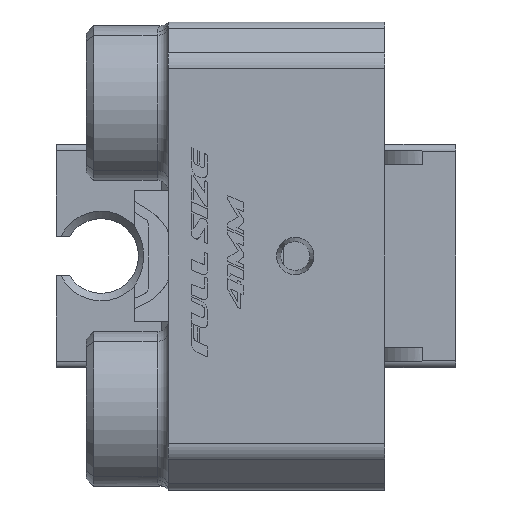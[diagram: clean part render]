
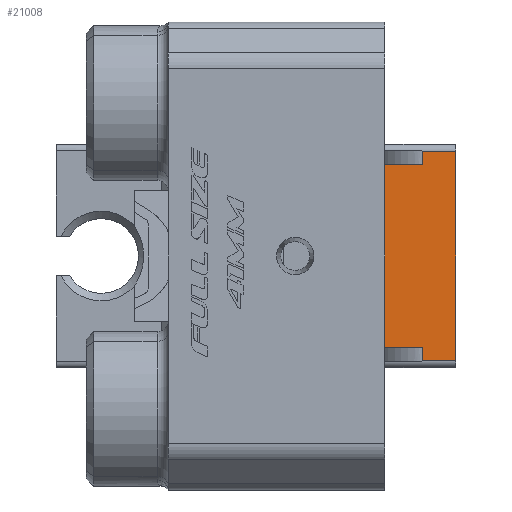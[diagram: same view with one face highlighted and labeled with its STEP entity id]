
A CAD part, left-side view. The second image highlights one B-rep face of the part: STEP entity #21008.
In plain terms, the highlighted planar face has unit normal (-1, 0, 0).
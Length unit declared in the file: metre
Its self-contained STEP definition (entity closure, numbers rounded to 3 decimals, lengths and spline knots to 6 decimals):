
#3144=ORIENTED_EDGE('',*,*,#8881,.T.);
#3145=ORIENTED_EDGE('',*,*,#8469,.F.);
#3146=ORIENTED_EDGE('',*,*,#8886,.F.);
#3147=ORIENTED_EDGE('',*,*,#8484,.F.);
#3148=ORIENTED_EDGE('',*,*,#8885,.T.);
#3149=ORIENTED_EDGE('',*,*,#8887,.T.);
#3150=ORIENTED_EDGE('',*,*,#8496,.T.);
#3151=ORIENTED_EDGE('',*,*,#8494,.T.);
#8469=EDGE_CURVE('',#11621,#11622,#13662,.T.);
#8484=EDGE_CURVE('',#11634,#11635,#13670,.T.);
#8494=EDGE_CURVE('',#11638,#11640,#13672,.T.);
#8496=EDGE_CURVE('',#11641,#11638,#13674,.T.);
#8881=EDGE_CURVE('',#11640,#11622,#13908,.T.);
#8885=EDGE_CURVE('',#11634,#11844,#13911,.T.);
#8886=EDGE_CURVE('',#11635,#11621,#13912,.T.);
#8887=EDGE_CURVE('',#11844,#11641,#13913,.T.);
#11621=VERTEX_POINT('',#30281);
#11622=VERTEX_POINT('',#30283);
#11634=VERTEX_POINT('',#30332);
#11635=VERTEX_POINT('',#30333);
#11638=VERTEX_POINT('',#30377);
#11640=VERTEX_POINT('',#30387);
#11641=VERTEX_POINT('',#30392);
#11844=VERTEX_POINT('',#34020);
#13662=LINE('',#30282,#15903);
#13670=LINE('',#30331,#15911);
#13672=LINE('',#30388,#15913);
#13674=LINE('',#30391,#15915);
#13908=LINE('',#34013,#16149);
#13911=LINE('',#34021,#16152);
#13912=LINE('',#34023,#16153);
#13913=LINE('',#34024,#16154);
#15903=VECTOR('',#23952,1.);
#15911=VECTOR('',#23970,1.);
#15913=VECTOR('',#23972,1.);
#15915=VECTOR('',#23976,1.);
#16149=VECTOR('',#24476,1.);
#16152=VECTOR('',#24487,1.);
#16153=VECTOR('',#24490,1.);
#16154=VECTOR('',#24491,1.);
#17855=EDGE_LOOP('',(#3144,#3145,#3146,#3147,#3148,#3149,#3150,#3151));
#19088=FACE_BOUND('',#17855,.T.);
#20179=PLANE('',#22131);
#21008=ADVANCED_FACE('',(#19088),#20179,.F.);
#22131=AXIS2_PLACEMENT_3D('',#34022,#24488,#24489);
#23952=DIRECTION('',(0.,0.,1.));
#23970=DIRECTION('',(0.,0.,1.));
#23972=DIRECTION('',(0.,0.,-1.));
#23976=DIRECTION('',(0.,1.,0.));
#24476=DIRECTION('',(0.,1.,0.));
#24487=DIRECTION('',(0.,-1.,0.));
#24488=DIRECTION('',(1.,0.,0.));
#24489=DIRECTION('',(0.,0.,-1.));
#24490=DIRECTION('',(0.,1.,0.));
#24491=DIRECTION('',(0.,0.,1.));
#30281=CARTESIAN_POINT('',(0.013,-0.002,-0.0122));
#30282=CARTESIAN_POINT('',(0.013,-0.002,-0.0122));
#30283=CARTESIAN_POINT('',(0.013,-0.002,0.0122));
#30331=CARTESIAN_POINT('',(0.013,-0.007074,-0.0142));
#30332=CARTESIAN_POINT('',(0.013,-0.007074,-0.014));
#30333=CARTESIAN_POINT('',(0.013,-0.007074,-0.0122));
#30377=CARTESIAN_POINT('',(0.013,-0.007074,0.014));
#30387=CARTESIAN_POINT('',(0.013,-0.007074,0.0122));
#30388=CARTESIAN_POINT('',(0.013,-0.007074,0.0142));
#30391=CARTESIAN_POINT('',(0.013,-0.0095,0.014));
#30392=CARTESIAN_POINT('',(0.013,-0.0115,0.014));
#34013=CARTESIAN_POINT('',(0.013,0.,0.0122));
#34020=CARTESIAN_POINT('',(0.013,-0.0115,-0.014));
#34021=CARTESIAN_POINT('',(0.013,-0.0095,-0.014));
#34022=CARTESIAN_POINT('',(0.013,-0.0095,0.));
#34023=CARTESIAN_POINT('',(0.013,0.,-0.0122));
#34024=CARTESIAN_POINT('',(0.013,-0.0115,0.));
